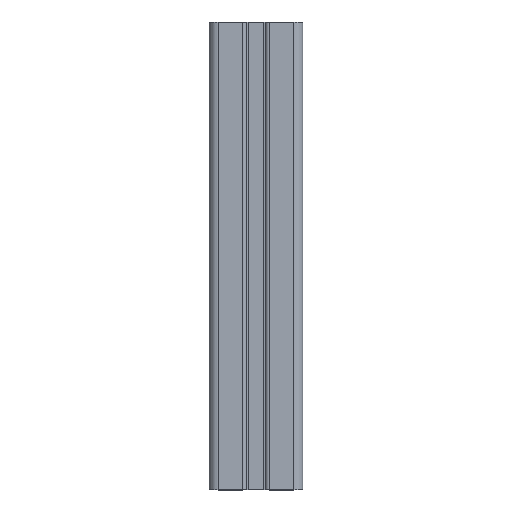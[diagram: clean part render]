
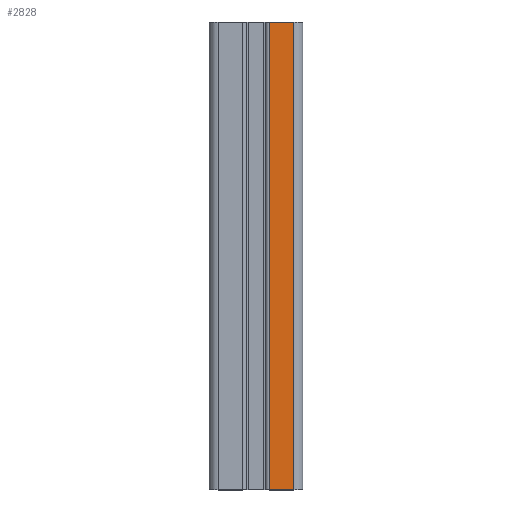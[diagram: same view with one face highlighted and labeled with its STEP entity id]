
A CAD part, top view. The second image highlights one B-rep face of the part: STEP entity #2828.
In plain terms, the highlighted planar face has unit normal (0, 0, 1).
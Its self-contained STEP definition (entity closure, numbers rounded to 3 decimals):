
#301=FACE_OUTER_BOUND('',#448,.T.);
#448=EDGE_LOOP('',(#2022,#2023,#2024,#2025));
#652=LINE('',#4396,#932);
#653=LINE('',#4400,#933);
#654=LINE('',#4402,#934);
#655=LINE('',#4403,#935);
#932=VECTOR('',#3504,200.);
#933=VECTOR('',#3509,10.4);
#934=VECTOR('',#3510,200.);
#935=VECTOR('',#3511,10.4);
#1218=VERTEX_POINT('',#4393);
#1219=VERTEX_POINT('',#4395);
#1220=VERTEX_POINT('',#4399);
#1221=VERTEX_POINT('',#4401);
#1547=EDGE_CURVE('',#1218,#1219,#652,.T.);
#1549=EDGE_CURVE('',#1218,#1220,#653,.T.);
#1550=EDGE_CURVE('',#1220,#1221,#654,.T.);
#1551=EDGE_CURVE('',#1219,#1221,#655,.T.);
#2022=ORIENTED_EDGE('',*,*,#1549,.T.);
#2023=ORIENTED_EDGE('',*,*,#1550,.T.);
#2024=ORIENTED_EDGE('',*,*,#1551,.F.);
#2025=ORIENTED_EDGE('',*,*,#1547,.F.);
#2735=PLANE('',#3023);
#2828=ADVANCED_FACE('',(#301),#2735,.T.);
#3023=AXIS2_PLACEMENT_3D('',#4398,#3507,#3508);
#3504=DIRECTION('',(0.,-1.,0.));
#3507=DIRECTION('center_axis',(0.,0.,1.));
#3508=DIRECTION('ref_axis',(1.,0.,0.));
#3509=DIRECTION('',(-1.,0.,0.));
#3510=DIRECTION('',(0.,-1.,0.));
#3511=DIRECTION('',(-1.,0.,0.));
#4393=CARTESIAN_POINT('',(16.,200.,20.));
#4395=CARTESIAN_POINT('',(16.,0.,20.));
#4396=CARTESIAN_POINT('',(16.,0.,20.));
#4398=CARTESIAN_POINT('Origin',(5.6,0.,20.));
#4399=CARTESIAN_POINT('',(5.6,200.,20.));
#4400=CARTESIAN_POINT('',(2.8,200.,20.));
#4401=CARTESIAN_POINT('',(5.6,0.,20.));
#4402=CARTESIAN_POINT('',(5.6,0.,20.));
#4403=CARTESIAN_POINT('',(2.8,0.,20.));
